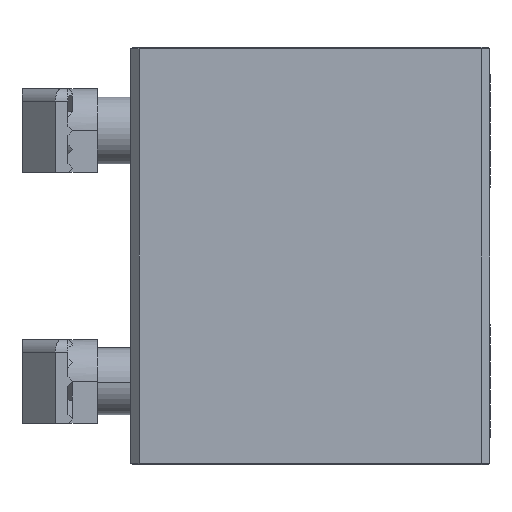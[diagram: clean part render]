
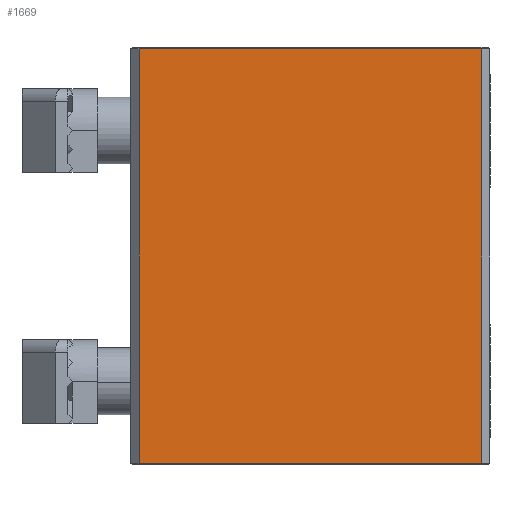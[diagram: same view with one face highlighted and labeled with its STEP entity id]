
A CAD part, front view. The second image highlights one B-rep face of the part: STEP entity #1669.
In plain terms, the highlighted planar face has unit normal (0, -1, 0).
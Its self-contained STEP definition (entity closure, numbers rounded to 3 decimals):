
#9 = EDGE_CURVE ( 'NONE', #6246, #5296, #6448, .T. ) ;
#182 = VERTEX_POINT ( 'NONE', #3148 ) ;
#447 = CARTESIAN_POINT ( 'NONE',  ( 17.916, -34.682, 25. ) ) ;
#454 = CARTESIAN_POINT ( 'NONE',  ( 17.916, -34.682, 24.8 ) ) ;
#563 = CARTESIAN_POINT ( 'NONE',  ( 17.916, -34.682, 25. ) ) ;
#998 = DIRECTION ( 'NONE',  ( 0., 0., -1. ) ) ;
#1127 = LINE ( 'NONE', #1722, #4065 ) ;
#1669 = ADVANCED_FACE ( '�����2', ( #2350 ), #5456, .F. ) ;
#1722 = CARTESIAN_POINT ( 'NONE',  ( -23.084, -34.682, 25. ) ) ;
#1741 = LINE ( 'NONE', #2341, #4279 ) ;
#1846 = ORIENTED_EDGE ( 'NONE', *, *, #3119, .T. ) ;
#2311 = DIRECTION ( 'NONE',  ( -1., 0., 0. ) ) ;
#2341 = CARTESIAN_POINT ( 'NONE',  ( -23.084, -34.682, 24.8 ) ) ;
#2350 = FACE_OUTER_BOUND ( 'NONE', #2876, .T. ) ;
#2443 = CARTESIAN_POINT ( 'NONE',  ( -23.084, -34.682, -24.8 ) ) ;
#2578 = AXIS2_PLACEMENT_3D ( 'NONE', #563, #6651, #2311 ) ;
#2713 = ORIENTED_EDGE ( 'NONE', *, *, #2845, .T. ) ;
#2845 = EDGE_CURVE ( 'NONE', #182, #3990, #1127, .T. ) ;
#2876 = EDGE_LOOP ( 'NONE', ( #6001, #3796, #2713, #1846 ) ) ;
#3119 = EDGE_CURVE ( 'NONE', #3990, #5296, #3501, .T. ) ;
#3148 = CARTESIAN_POINT ( 'NONE',  ( -23.084, -34.682, 24.8 ) ) ;
#3501 = LINE ( 'NONE', #5301, #7230 ) ;
#3796 = ORIENTED_EDGE ( 'NONE', *, *, #5617, .T. ) ;
#3990 = VERTEX_POINT ( 'NONE', #2443 ) ;
#4065 = VECTOR ( 'NONE', #6696, 1000. ) ;
#4279 = VECTOR ( 'NONE', #4775, 1000. ) ;
#4775 = DIRECTION ( 'NONE',  ( -1., 0., 0. ) ) ;
#5234 = VECTOR ( 'NONE', #998, 1000. ) ;
#5296 = VERTEX_POINT ( 'NONE', #7832 ) ;
#5301 = CARTESIAN_POINT ( 'NONE',  ( 17.916, -34.682, -24.8 ) ) ;
#5456 = PLANE ( 'NONE',  #2578 ) ;
#5617 = EDGE_CURVE ( 'NONE', #6246, #182, #1741, .T. ) ;
#6001 = ORIENTED_EDGE ( 'NONE', *, *, #9, .F. ) ;
#6246 = VERTEX_POINT ( 'NONE', #454 ) ;
#6448 = LINE ( 'NONE', #447, #5234 ) ;
#6485 = DIRECTION ( 'NONE',  ( 1., 0., 0. ) ) ;
#6651 = DIRECTION ( 'NONE',  ( 0., 1., 0. ) ) ;
#6696 = DIRECTION ( 'NONE',  ( 0., 0., -1. ) ) ;
#7230 = VECTOR ( 'NONE', #6485, 1000. ) ;
#7832 = CARTESIAN_POINT ( 'NONE',  ( 17.916, -34.682, -24.8 ) ) ;
